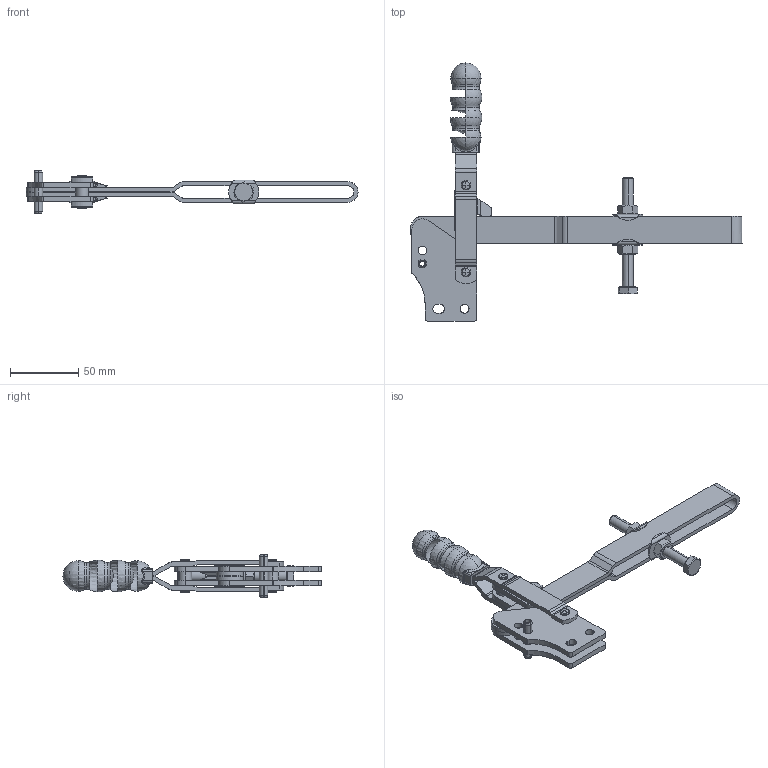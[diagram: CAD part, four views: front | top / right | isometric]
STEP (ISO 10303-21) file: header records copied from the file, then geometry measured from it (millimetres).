
FILE_DESCRIPTION(('CATIA V5 STEP Exchange'),'2;1');
FILE_NAME('VERTIKALSPANNER_TS_V_290_U_L125_357857_TUENKERS.stp','2019-02-06T07:05:49+00:00',('none'),('none'),'CATIA Version 5 Release 19 SP 9 (IN-10)','CATIA V5 STEP AP214','none');
FILE_SCHEMA(('AUTOMOTIVE_DESIGN { 1 0 10303 214 1 1 1 1 }'));
Length unit declared in the file: millimetre
Products named in the file (1): VERTIKALSPANNER_TS_V_290_U_L125_357857
Bounding box: 243.56 x 189.39 x 31.75 mm (x, y, z)
Volume: 78770 mm3; surface area: 59206.1 mm2
Topology: 2 solids, 4 shells, 437 faces, 1293 edges, 821 vertices
Faces by surface type: cylinder 165, plane 142, torus 40, sphere 32, cone 30, bspline 28
Entity records: 18896 total; most frequent: CARTESIAN_POINT 8191, ORIENTED_EDGE 2490, DIRECTION 1668, EDGE_CURVE 1245, VERTEX_POINT 821, AXIS2_PLACEMENT_3D 792, EDGE_LOOP 488, VECTOR 486
